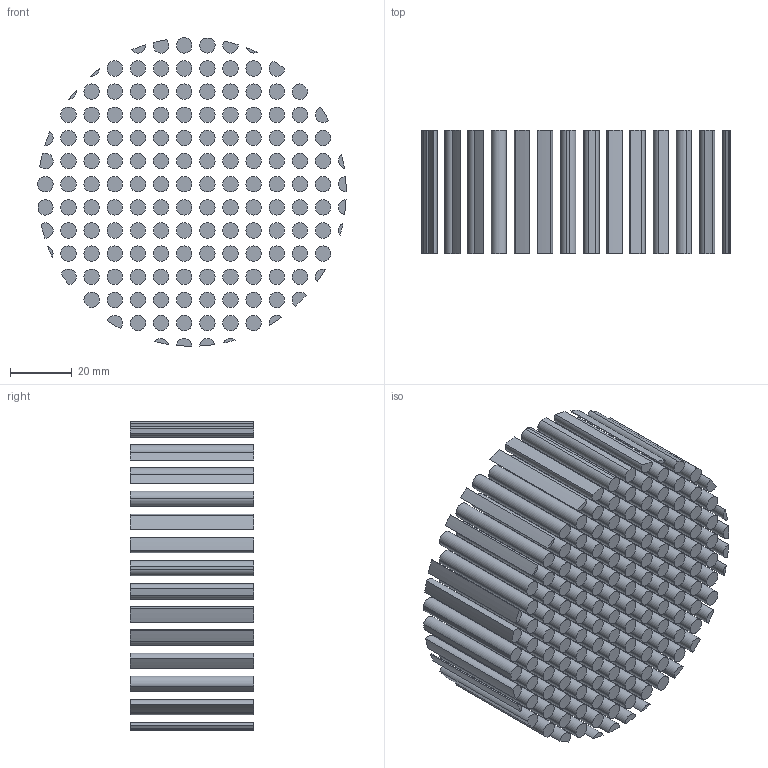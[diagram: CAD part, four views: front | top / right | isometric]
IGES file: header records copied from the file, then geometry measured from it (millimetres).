
Start section:  PTC IGES file: mice16-003.igs
Global section: file name: mice16-003.igs; native system: Pro/ENGINEER by Parametric Technology Corporation; preprocessor: 2004110; author: liuxiaokun; organization: Unknown; date: 080428.080956; units: millimetre
Bounding box: 99.96 x 40 x 99.96 mm (x, y, z)
Volume: 110078.4 mm3; surface area: 98353.4 mm2
Topology: 154 solids, 154 shells, 616 faces, 924 edges, 616 vertices
Faces by surface type: bspline 308, revolution 308
